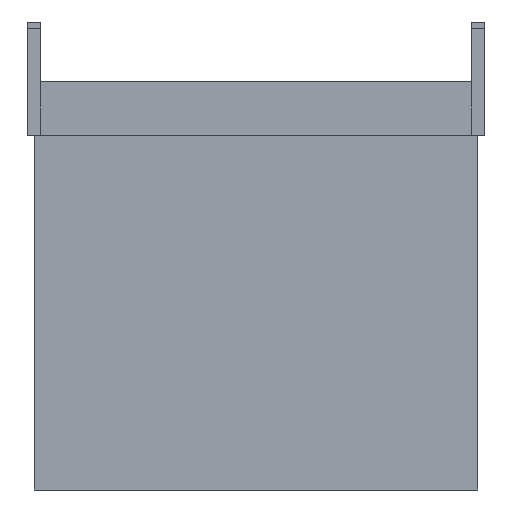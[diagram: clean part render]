
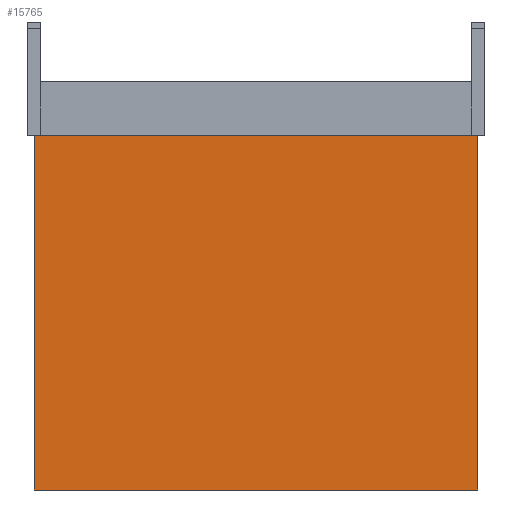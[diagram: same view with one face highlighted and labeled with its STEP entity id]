
A CAD part, left-side view. The second image highlights one B-rep face of the part: STEP entity #15765.
In plain terms, the highlighted planar face has unit normal (-1, 0, 0).
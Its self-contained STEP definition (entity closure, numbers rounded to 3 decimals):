
#44 = PLANE('',#45);
#45 = AXIS2_PLACEMENT_3D('',#46,#47,#48);
#46 = CARTESIAN_POINT('',(-9.075,-2.575,0.));
#47 = DIRECTION('',(0.,0.,1.));
#48 = DIRECTION('',(1.,0.,0.));
#3629 = VERTEX_POINT('',#3630);
#3630 = CARTESIAN_POINT('',(-8.75,-2.5,0.));
#3644 = PLANE('',#3645);
#3645 = AXIS2_PLACEMENT_3D('',#3646,#3647,#3648);
#3646 = CARTESIAN_POINT('',(-15.,-2.5,0.));
#3647 = DIRECTION('',(0.,1.,0.));
#3648 = DIRECTION('',(0.,0.,1.));
#3656 = EDGE_CURVE('',#3629,#3657,#3659,.T.);
#3657 = VERTEX_POINT('',#3658);
#3658 = CARTESIAN_POINT('',(-8.75,2.5,0.));
#3659 = SURFACE_CURVE('',#3660,(#3664,#3671),.PCURVE_S1.);
#3660 = LINE('',#3661,#3662);
#3661 = CARTESIAN_POINT('',(-8.75,-2.5,0.));
#3662 = VECTOR('',#3663,1.);
#3663 = DIRECTION('',(0.,1.,0.));
#3664 = PCURVE('',#44,#3665);
#3665 = DEFINITIONAL_REPRESENTATION('',(#3666),#3670);
#3666 = LINE('',#3667,#3668);
#3667 = CARTESIAN_POINT('',(0.325,0.075));
#3668 = VECTOR('',#3669,1.);
#3669 = DIRECTION('',(0.,1.));
#3670 = ( GEOMETRIC_REPRESENTATION_CONTEXT(2) 
PARAMETRIC_REPRESENTATION_CONTEXT() REPRESENTATION_CONTEXT('2D SPACE',''
  ) );
#3671 = PCURVE('',#3672,#3677);
#3672 = PLANE('',#3673);
#3673 = AXIS2_PLACEMENT_3D('',#3674,#3675,#3676);
#3674 = CARTESIAN_POINT('',(-8.75,-2.5,-4.));
#3675 = DIRECTION('',(1.,0.,0.));
#3676 = DIRECTION('',(0.,0.,1.));
#3677 = DEFINITIONAL_REPRESENTATION('',(#3678),#3682);
#3678 = LINE('',#3679,#3680);
#3679 = CARTESIAN_POINT('',(4.,0.));
#3680 = VECTOR('',#3681,1.);
#3681 = DIRECTION('',(0.,-1.));
#3682 = ( GEOMETRIC_REPRESENTATION_CONTEXT(2) 
PARAMETRIC_REPRESENTATION_CONTEXT() REPRESENTATION_CONTEXT('2D SPACE',''
  ) );
#3700 = PLANE('',#3701);
#3701 = AXIS2_PLACEMENT_3D('',#3702,#3703,#3704);
#3702 = CARTESIAN_POINT('',(-15.,2.5,0.));
#3703 = DIRECTION('',(0.,1.,0.));
#3704 = DIRECTION('',(0.,0.,1.));
#15718 = VERTEX_POINT('',#15719);
#15719 = CARTESIAN_POINT('',(-8.75,-2.5,-4.));
#15733 = PLANE('',#15734);
#15734 = AXIS2_PLACEMENT_3D('',#15735,#15736,#15737);
#15735 = CARTESIAN_POINT('',(-8.75,-2.5,-4.));
#15736 = DIRECTION('',(0.,0.,1.));
#15737 = DIRECTION('',(1.,0.,0.));
#15745 = EDGE_CURVE('',#15718,#3629,#15746,.T.);
#15746 = SURFACE_CURVE('',#15747,(#15751,#15758),.PCURVE_S1.);
#15747 = LINE('',#15748,#15749);
#15748 = CARTESIAN_POINT('',(-8.75,-2.5,-4.));
#15749 = VECTOR('',#15750,1.);
#15750 = DIRECTION('',(0.,0.,1.));
#15751 = PCURVE('',#3644,#15752);
#15752 = DEFINITIONAL_REPRESENTATION('',(#15753),#15757);
#15753 = LINE('',#15754,#15755);
#15754 = CARTESIAN_POINT('',(-4.,6.25));
#15755 = VECTOR('',#15756,1.);
#15756 = DIRECTION('',(1.,0.));
#15757 = ( GEOMETRIC_REPRESENTATION_CONTEXT(2) 
PARAMETRIC_REPRESENTATION_CONTEXT() REPRESENTATION_CONTEXT('2D SPACE',''
  ) );
#15758 = PCURVE('',#3672,#15759);
#15759 = DEFINITIONAL_REPRESENTATION('',(#15760),#15764);
#15760 = LINE('',#15761,#15762);
#15761 = CARTESIAN_POINT('',(0.,0.));
#15762 = VECTOR('',#15763,1.);
#15763 = DIRECTION('',(1.,0.));
#15764 = ( GEOMETRIC_REPRESENTATION_CONTEXT(2) 
PARAMETRIC_REPRESENTATION_CONTEXT() REPRESENTATION_CONTEXT('2D SPACE',''
  ) );
#15765 = ADVANCED_FACE('',(#15766),#3672,.F.);
#15766 = FACE_BOUND('',#15767,.F.);
#15767 = EDGE_LOOP('',(#15768,#15769,#15792,#15813));
#15768 = ORIENTED_EDGE('',*,*,#15745,.F.);
#15769 = ORIENTED_EDGE('',*,*,#15770,.T.);
#15770 = EDGE_CURVE('',#15718,#15771,#15773,.T.);
#15771 = VERTEX_POINT('',#15772);
#15772 = CARTESIAN_POINT('',(-8.75,2.5,-4.));
#15773 = SURFACE_CURVE('',#15774,(#15778,#15785),.PCURVE_S1.);
#15774 = LINE('',#15775,#15776);
#15775 = CARTESIAN_POINT('',(-8.75,-2.5,-4.));
#15776 = VECTOR('',#15777,1.);
#15777 = DIRECTION('',(0.,1.,0.));
#15778 = PCURVE('',#3672,#15779);
#15779 = DEFINITIONAL_REPRESENTATION('',(#15780),#15784);
#15780 = LINE('',#15781,#15782);
#15781 = CARTESIAN_POINT('',(0.,0.));
#15782 = VECTOR('',#15783,1.);
#15783 = DIRECTION('',(0.,-1.));
#15784 = ( GEOMETRIC_REPRESENTATION_CONTEXT(2) 
PARAMETRIC_REPRESENTATION_CONTEXT() REPRESENTATION_CONTEXT('2D SPACE',''
  ) );
#15785 = PCURVE('',#15733,#15786);
#15786 = DEFINITIONAL_REPRESENTATION('',(#15787),#15791);
#15787 = LINE('',#15788,#15789);
#15788 = CARTESIAN_POINT('',(0.,0.));
#15789 = VECTOR('',#15790,1.);
#15790 = DIRECTION('',(0.,1.));
#15791 = ( GEOMETRIC_REPRESENTATION_CONTEXT(2) 
PARAMETRIC_REPRESENTATION_CONTEXT() REPRESENTATION_CONTEXT('2D SPACE',''
  ) );
#15792 = ORIENTED_EDGE('',*,*,#15793,.T.);
#15793 = EDGE_CURVE('',#15771,#3657,#15794,.T.);
#15794 = SURFACE_CURVE('',#15795,(#15799,#15806),.PCURVE_S1.);
#15795 = LINE('',#15796,#15797);
#15796 = CARTESIAN_POINT('',(-8.75,2.5,-4.));
#15797 = VECTOR('',#15798,1.);
#15798 = DIRECTION('',(0.,0.,1.));
#15799 = PCURVE('',#3672,#15800);
#15800 = DEFINITIONAL_REPRESENTATION('',(#15801),#15805);
#15801 = LINE('',#15802,#15803);
#15802 = CARTESIAN_POINT('',(0.,-5.));
#15803 = VECTOR('',#15804,1.);
#15804 = DIRECTION('',(1.,0.));
#15805 = ( GEOMETRIC_REPRESENTATION_CONTEXT(2) 
PARAMETRIC_REPRESENTATION_CONTEXT() REPRESENTATION_CONTEXT('2D SPACE',''
  ) );
#15806 = PCURVE('',#3700,#15807);
#15807 = DEFINITIONAL_REPRESENTATION('',(#15808),#15812);
#15808 = LINE('',#15809,#15810);
#15809 = CARTESIAN_POINT('',(-4.,6.25));
#15810 = VECTOR('',#15811,1.);
#15811 = DIRECTION('',(1.,0.));
#15812 = ( GEOMETRIC_REPRESENTATION_CONTEXT(2) 
PARAMETRIC_REPRESENTATION_CONTEXT() REPRESENTATION_CONTEXT('2D SPACE',''
  ) );
#15813 = ORIENTED_EDGE('',*,*,#3656,.F.);
